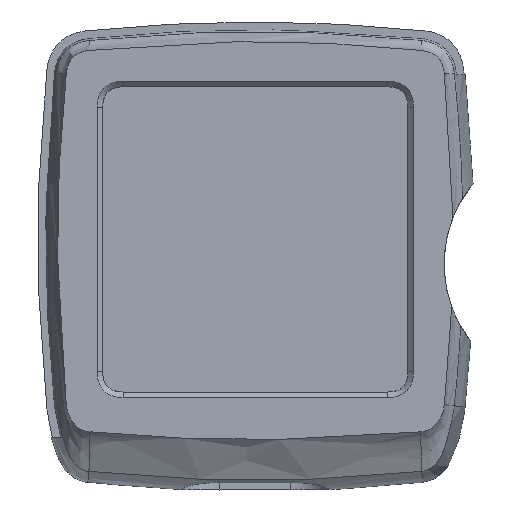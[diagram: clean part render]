
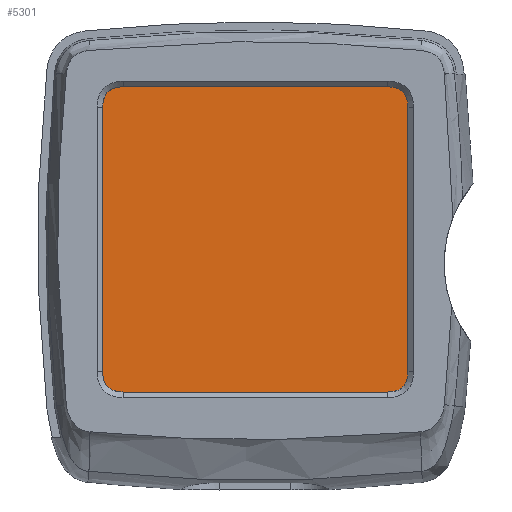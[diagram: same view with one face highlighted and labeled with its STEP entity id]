
A CAD part, top view. The second image highlights one B-rep face of the part: STEP entity #5301.
In plain terms, the highlighted planar face has unit normal (0, 0, 1).
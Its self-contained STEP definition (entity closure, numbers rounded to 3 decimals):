
#136=CIRCLE('',#5622,1.);
#137=CIRCLE('',#5623,1.);
#138=CIRCLE('',#5624,1.);
#139=CIRCLE('',#5625,1.);
#268=LINE('',#8805,#649);
#273=LINE('',#8817,#654);
#274=LINE('',#8819,#655);
#275=LINE('',#8821,#656);
#276=LINE('',#8826,#657);
#649=VECTOR('',#5961,10.);
#654=VECTOR('',#5970,10.);
#655=VECTOR('',#5971,10.);
#656=VECTOR('',#5972,10.);
#657=VECTOR('',#5977,10.);
#1028=PLANE('',#5621);
#1157=FACE_OUTER_BOUND('',#1478,.T.);
#1478=EDGE_LOOP('',(#3584,#3585,#3586,#3587,#3588,#3589,#3590,#3591,#3592));
#2180=VERTEX_POINT('',#8802);
#2181=VERTEX_POINT('',#8804);
#2184=VERTEX_POINT('',#8813);
#2185=VERTEX_POINT('',#8814);
#2186=VERTEX_POINT('',#8816);
#2187=VERTEX_POINT('',#8818);
#2188=VERTEX_POINT('',#8820);
#2189=VERTEX_POINT('',#8823);
#2190=VERTEX_POINT('',#8825);
#2728=EDGE_CURVE('',#2180,#2181,#268,.T.);
#2733=EDGE_CURVE('',#2184,#2185,#136,.T.);
#2734=EDGE_CURVE('',#2186,#2184,#273,.T.);
#2735=EDGE_CURVE('',#2187,#2186,#274,.T.);
#2736=EDGE_CURVE('',#2188,#2187,#275,.T.);
#2737=EDGE_CURVE('',#2181,#2188,#137,.T.);
#2738=EDGE_CURVE('',#2189,#2180,#138,.T.);
#2739=EDGE_CURVE('',#2190,#2189,#276,.T.);
#2740=EDGE_CURVE('',#2185,#2190,#139,.T.);
#3584=ORIENTED_EDGE('',*,*,#2733,.F.);
#3585=ORIENTED_EDGE('',*,*,#2734,.F.);
#3586=ORIENTED_EDGE('',*,*,#2735,.F.);
#3587=ORIENTED_EDGE('',*,*,#2736,.F.);
#3588=ORIENTED_EDGE('',*,*,#2737,.F.);
#3589=ORIENTED_EDGE('',*,*,#2728,.F.);
#3590=ORIENTED_EDGE('',*,*,#2738,.F.);
#3591=ORIENTED_EDGE('',*,*,#2739,.F.);
#3592=ORIENTED_EDGE('',*,*,#2740,.F.);
#5301=ADVANCED_FACE('',(#1157),#1028,.F.);
#5621=AXIS2_PLACEMENT_3D('',#8812,#5966,#5967);
#5622=AXIS2_PLACEMENT_3D('',#8815,#5968,#5969);
#5623=AXIS2_PLACEMENT_3D('',#8822,#5973,#5974);
#5624=AXIS2_PLACEMENT_3D('',#8824,#5975,#5976);
#5625=AXIS2_PLACEMENT_3D('',#8827,#5978,#5979);
#5961=DIRECTION('',(1.,0.,0.));
#5966=DIRECTION('center_axis',(0.,0.,-1.));
#5967=DIRECTION('ref_axis',(-1.,0.,0.));
#5968=DIRECTION('center_axis',(0.,0.,1.));
#5969=DIRECTION('ref_axis',(0.,-1.,0.));
#5970=DIRECTION('',(0.,1.,0.));
#5971=DIRECTION('',(-1.,0.,0.));
#5972=DIRECTION('',(0.,-1.,0.));
#5973=DIRECTION('center_axis',(0.,0.,1.));
#5974=DIRECTION('ref_axis',(0.,-1.,0.));
#5975=DIRECTION('center_axis',(0.,0.,1.));
#5976=DIRECTION('ref_axis',(0.,-1.,0.));
#5977=DIRECTION('',(0.,1.,0.));
#5978=DIRECTION('center_axis',(0.,0.,1.));
#5979=DIRECTION('ref_axis',(0.,-1.,0.));
#8802=CARTESIAN_POINT('',(-115.857,15.586,-12.901));
#8804=CARTESIAN_POINT('',(-84.143,15.586,-12.901));
#8805=CARTESIAN_POINT('',(-115.939,15.586,-12.901));
#8812=CARTESIAN_POINT('Origin',(-99.991,-1.632,-12.901));
#8813=CARTESIAN_POINT('',(-115.939,-16.301,-12.901));
#8814=CARTESIAN_POINT('',(-115.903,-16.036,-12.901));
#8815=CARTESIAN_POINT('Origin',(-116.903,-16.036,-12.901));
#8816=CARTESIAN_POINT('',(-115.939,-19.15,-12.901));
#8817=CARTESIAN_POINT('',(-115.939,-18.85,-12.901));
#8818=CARTESIAN_POINT('',(-84.043,-19.15,-12.901));
#8819=CARTESIAN_POINT('',(-84.043,-19.15,-12.901));
#8820=CARTESIAN_POINT('',(-84.043,15.532,-12.901));
#8821=CARTESIAN_POINT('',(-84.043,-18.85,-12.901));
#8822=CARTESIAN_POINT('Origin',(-83.614,16.435,-12.901));
#8823=CARTESIAN_POINT('',(-115.939,15.54,-12.901));
#8824=CARTESIAN_POINT('Origin',(-116.386,16.435,-12.901));
#8825=CARTESIAN_POINT('',(-115.939,-15.77,-12.901));
#8826=CARTESIAN_POINT('',(-115.939,-18.85,-12.901));
#8827=CARTESIAN_POINT('Origin',(-116.903,-16.036,-12.901));
